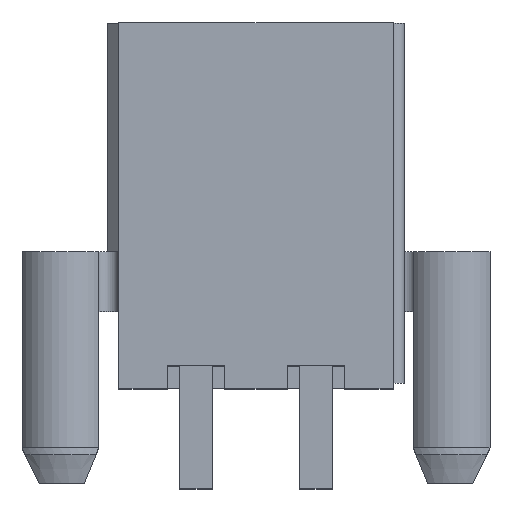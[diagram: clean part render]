
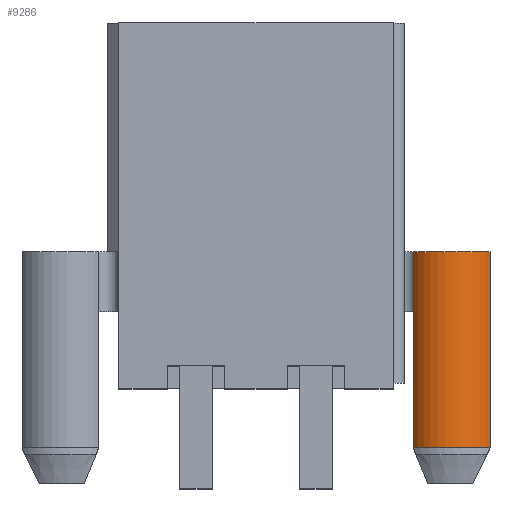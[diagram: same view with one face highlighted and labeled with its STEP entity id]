
A CAD part, top view. The second image highlights one B-rep face of the part: STEP entity #9286.
In plain terms, the highlighted cylindrical face has radius 1.589 mm (diameter 3.178 mm), a partial arc.
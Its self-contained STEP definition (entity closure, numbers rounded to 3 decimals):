
#3760 = CYLINDRICAL_SURFACE('',#3761,0.385);
#3761 = AXIS2_PLACEMENT_3D('',#3762,#3763,#3764);
#3762 = CARTESIAN_POINT('',(5.185,4.8,-1.355));
#3763 = DIRECTION('',(0.,-1.,0.));
#3764 = DIRECTION('',(1.,0.,0.));
#3842 = PLANE('',#3843);
#3843 = AXIS2_PLACEMENT_3D('',#3844,#3845,#3846);
#3844 = CARTESIAN_POINT('',(-4.8,4.8,-4.8));
#3845 = DIRECTION('',(0.,-1.,0.));
#3846 = DIRECTION('',(1.,0.,0.));
#7325 = VERTEX_POINT('',#7326);
#7326 = CARTESIAN_POINT('',(8.189,4.8,-1.718));
#7340 = PLANE('',#7341);
#7341 = AXIS2_PLACEMENT_3D('',#7342,#7343,#7344);
#7342 = CARTESIAN_POINT('',(8.189,4.8,5.9));
#7343 = DIRECTION('',(-1.,0.,0.));
#7344 = DIRECTION('',(0.,-1.,0.));
#7352 = EDGE_CURVE('',#7325,#7353,#7355,.T.);
#7353 = VERTEX_POINT('',#7354);
#7354 = CARTESIAN_POINT('',(5.5,4.8,-1.576));
#7355 = SURFACE_CURVE('',#7356,(#7361,#7368),.PCURVE_S1.);
#7356 = CIRCLE('',#7357,1.589);
#7357 = AXIS2_PLACEMENT_3D('',#7358,#7359,#7360);
#7358 = CARTESIAN_POINT('',(6.8,4.8,-2.49));
#7359 = DIRECTION('',(0.,-1.,0.));
#7360 = DIRECTION('',(0.874,0.,0.486));
#7361 = PCURVE('',#3842,#7362);
#7362 = DEFINITIONAL_REPRESENTATION('',(#7363),#7367);
#7363 = CIRCLE('',#7364,1.589);
#7364 = AXIS2_PLACEMENT_2D('',#7365,#7366);
#7365 = CARTESIAN_POINT('',(11.6,2.31));
#7366 = DIRECTION('',(0.874,0.486));
#7367 = ( GEOMETRIC_REPRESENTATION_CONTEXT(2) 
PARAMETRIC_REPRESENTATION_CONTEXT() REPRESENTATION_CONTEXT('2D SPACE',''
  ) );
#7368 = PCURVE('',#7369,#7374);
#7369 = CYLINDRICAL_SURFACE('',#7370,1.589);
#7370 = AXIS2_PLACEMENT_3D('',#7371,#7372,#7373);
#7371 = CARTESIAN_POINT('',(6.8,4.8,-2.49));
#7372 = DIRECTION('',(0.,-1.,0.));
#7373 = DIRECTION('',(1.,0.,0.));
#7374 = DEFINITIONAL_REPRESENTATION('',(#7375),#7379);
#7375 = LINE('',#7376,#7377);
#7376 = CARTESIAN_POINT('',(0.507,0.));
#7377 = VECTOR('',#7378,1.);
#7378 = DIRECTION('',(1.,0.));
#7379 = ( GEOMETRIC_REPRESENTATION_CONTEXT(2) 
PARAMETRIC_REPRESENTATION_CONTEXT() REPRESENTATION_CONTEXT('2D SPACE',''
  ) );
#7687 = VERTEX_POINT('',#7688);
#7688 = CARTESIAN_POINT('',(8.189,-2.06,-1.718));
#7714 = EDGE_CURVE('',#7325,#7687,#7715,.T.);
#7715 = SURFACE_CURVE('',#7716,(#7720,#7727),.PCURVE_S1.);
#7716 = LINE('',#7717,#7718);
#7717 = CARTESIAN_POINT('',(8.189,4.8,-1.718));
#7718 = VECTOR('',#7719,1.);
#7719 = DIRECTION('',(0.,-1.,0.));
#7720 = PCURVE('',#7340,#7721);
#7721 = DEFINITIONAL_REPRESENTATION('',(#7722),#7726);
#7722 = LINE('',#7723,#7724);
#7723 = CARTESIAN_POINT('',(0.,-7.618));
#7724 = VECTOR('',#7725,1.);
#7725 = DIRECTION('',(1.,0.));
#7726 = ( GEOMETRIC_REPRESENTATION_CONTEXT(2) 
PARAMETRIC_REPRESENTATION_CONTEXT() REPRESENTATION_CONTEXT('2D SPACE',''
  ) );
#7727 = PCURVE('',#7369,#7728);
#7728 = DEFINITIONAL_REPRESENTATION('',(#7729),#7733);
#7729 = LINE('',#7730,#7731);
#7730 = CARTESIAN_POINT('',(0.507,0.));
#7731 = VECTOR('',#7732,1.);
#7732 = DIRECTION('',(0.,1.));
#7733 = ( GEOMETRIC_REPRESENTATION_CONTEXT(2) 
PARAMETRIC_REPRESENTATION_CONTEXT() REPRESENTATION_CONTEXT('2D SPACE',''
  ) );
#7936 = PLANE('',#7937);
#7937 = AXIS2_PLACEMENT_3D('',#7938,#7939,#7940);
#7938 = CARTESIAN_POINT('',(5.5,-2.06,5.9));
#7939 = DIRECTION('',(1.,0.,0.));
#7940 = DIRECTION('',(-0.,1.,0.));
#8425 = VERTEX_POINT('',#8426);
#8426 = CARTESIAN_POINT('',(5.5,-2.06,-1.576));
#8463 = PLANE('',#8464);
#8464 = AXIS2_PLACEMENT_3D('',#8465,#8466,#8467);
#8465 = CARTESIAN_POINT('',(6.8,-2.06,-2.49));
#8466 = DIRECTION('',(0.,-1.,0.));
#8467 = DIRECTION('',(-1.,0.,0.));
#8780 = VERTEX_POINT('',#8781);
#8781 = CARTESIAN_POINT('',(5.5,2.7,-1.576));
#8802 = EDGE_CURVE('',#8780,#8425,#8803,.T.);
#8803 = SURFACE_CURVE('',#8804,(#8808,#8815),.PCURVE_S1.);
#8804 = LINE('',#8805,#8806);
#8805 = CARTESIAN_POINT('',(5.5,2.7,-1.576));
#8806 = VECTOR('',#8807,1.);
#8807 = DIRECTION('',(0.,-1.,0.));
#8808 = PCURVE('',#7936,#8809);
#8809 = DEFINITIONAL_REPRESENTATION('',(#8810),#8814);
#8810 = LINE('',#8811,#8812);
#8811 = CARTESIAN_POINT('',(4.76,-7.476));
#8812 = VECTOR('',#8813,1.);
#8813 = DIRECTION('',(-1.,0.));
#8814 = ( GEOMETRIC_REPRESENTATION_CONTEXT(2) 
PARAMETRIC_REPRESENTATION_CONTEXT() REPRESENTATION_CONTEXT('2D SPACE',''
  ) );
#8815 = PCURVE('',#7369,#8816);
#8816 = DEFINITIONAL_REPRESENTATION('',(#8817),#8821);
#8817 = LINE('',#8818,#8819);
#8818 = CARTESIAN_POINT('',(2.529,2.1));
#8819 = VECTOR('',#8820,1.);
#8820 = DIRECTION('',(0.,1.));
#8821 = ( GEOMETRIC_REPRESENTATION_CONTEXT(2) 
PARAMETRIC_REPRESENTATION_CONTEXT() REPRESENTATION_CONTEXT('2D SPACE',''
  ) );
#9183 = EDGE_CURVE('',#7687,#8425,#9184,.T.);
#9184 = SURFACE_CURVE('',#9185,(#9190,#9197),.PCURVE_S1.);
#9185 = CIRCLE('',#9186,1.589);
#9186 = AXIS2_PLACEMENT_3D('',#9187,#9188,#9189);
#9187 = CARTESIAN_POINT('',(6.8,-2.06,-2.49));
#9188 = DIRECTION('',(0.,-1.,0.));
#9189 = DIRECTION('',(0.874,0.,0.486));
#9190 = PCURVE('',#8463,#9191);
#9191 = DEFINITIONAL_REPRESENTATION('',(#9192),#9196);
#9192 = CIRCLE('',#9193,1.589);
#9193 = AXIS2_PLACEMENT_2D('',#9194,#9195);
#9194 = CARTESIAN_POINT('',(0.,0.));
#9195 = DIRECTION('',(-0.874,-0.486));
#9196 = ( GEOMETRIC_REPRESENTATION_CONTEXT(2) 
PARAMETRIC_REPRESENTATION_CONTEXT() REPRESENTATION_CONTEXT('2D SPACE',''
  ) );
#9197 = PCURVE('',#7369,#9198);
#9198 = DEFINITIONAL_REPRESENTATION('',(#9199),#9203);
#9199 = LINE('',#9200,#9201);
#9200 = CARTESIAN_POINT('',(0.507,6.86));
#9201 = VECTOR('',#9202,1.);
#9202 = DIRECTION('',(1.,0.));
#9203 = ( GEOMETRIC_REPRESENTATION_CONTEXT(2) 
PARAMETRIC_REPRESENTATION_CONTEXT() REPRESENTATION_CONTEXT('2D SPACE',''
  ) );
#9286 = ADVANCED_FACE('',(#9287),#7369,.T.);
#9287 = FACE_BOUND('',#9288,.T.);
#9288 = EDGE_LOOP('',(#9289,#9290,#9291,#9312,#9313));
#9289 = ORIENTED_EDGE('',*,*,#7714,.F.);
#9290 = ORIENTED_EDGE('',*,*,#7352,.T.);
#9291 = ORIENTED_EDGE('',*,*,#9292,.T.);
#9292 = EDGE_CURVE('',#7353,#8780,#9293,.T.);
#9293 = SURFACE_CURVE('',#9294,(#9298,#9305),.PCURVE_S1.);
#9294 = LINE('',#9295,#9296);
#9295 = CARTESIAN_POINT('',(5.5,4.8,-1.576));
#9296 = VECTOR('',#9297,1.);
#9297 = DIRECTION('',(0.,-1.,0.));
#9298 = PCURVE('',#7369,#9299);
#9299 = DEFINITIONAL_REPRESENTATION('',(#9300),#9304);
#9300 = LINE('',#9301,#9302);
#9301 = CARTESIAN_POINT('',(2.529,0.));
#9302 = VECTOR('',#9303,1.);
#9303 = DIRECTION('',(0.,1.));
#9304 = ( GEOMETRIC_REPRESENTATION_CONTEXT(2) 
PARAMETRIC_REPRESENTATION_CONTEXT() REPRESENTATION_CONTEXT('2D SPACE',''
  ) );
#9305 = PCURVE('',#3760,#9306);
#9306 = DEFINITIONAL_REPRESENTATION('',(#9307),#9311);
#9307 = LINE('',#9308,#9309);
#9308 = CARTESIAN_POINT('',(5.671,0.));
#9309 = VECTOR('',#9310,1.);
#9310 = DIRECTION('',(0.,1.));
#9311 = ( GEOMETRIC_REPRESENTATION_CONTEXT(2) 
PARAMETRIC_REPRESENTATION_CONTEXT() REPRESENTATION_CONTEXT('2D SPACE',''
  ) );
#9312 = ORIENTED_EDGE('',*,*,#8802,.T.);
#9313 = ORIENTED_EDGE('',*,*,#9183,.F.);
